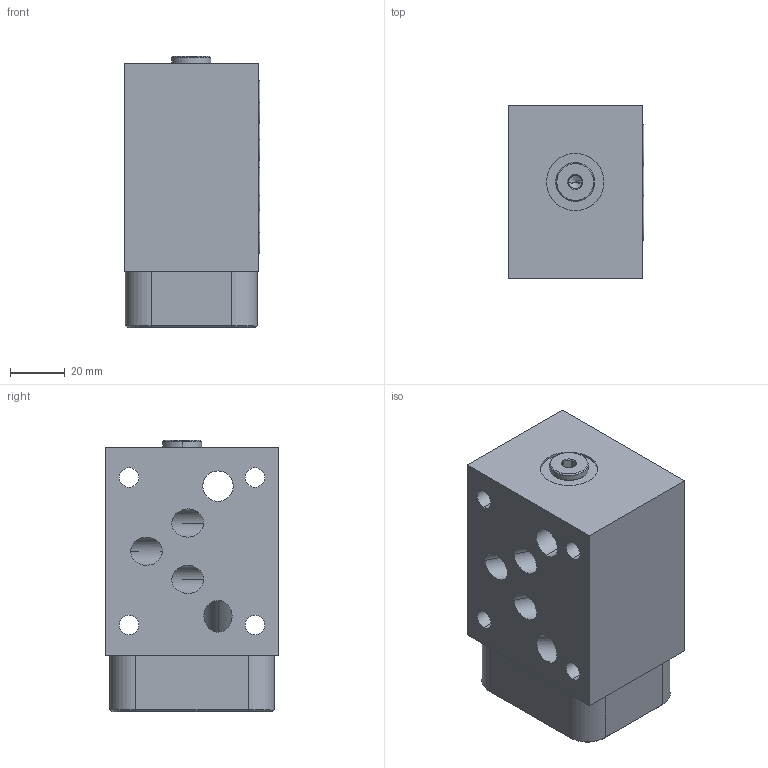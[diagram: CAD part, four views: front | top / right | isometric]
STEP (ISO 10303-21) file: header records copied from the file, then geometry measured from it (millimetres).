
FILE_DESCRIPTION((''),'2;1');
FILE_NAME('W8S_ASM','2019-08-22T',('ProEService'),(''),'PRO/ENGINEER BY PARAMETRIC TECHNOLOGY CORPORATION, 2014200','PRO/ENGINEER BY PARAMETRIC TECHNOLOGY CORPORATION, 2014200','');
FILE_SCHEMA(('CONFIG_CONTROL_DESIGN'));
Length unit declared in the file: inch
Products named in the file (4): 151-201-002; 500-001-014; A330-006-004; W8S_ASM
Assembly tree (7 placements, depth 2):
  W8S_ASM
    151-201-002
    500-001-014  x5
    A330-006-004
Bounding box: 49.76 x 63.5 x 99.34 mm (x, y, z)
Volume: 251844.5 mm3; surface area: 45115.5 mm2
Topology: 7 solids, 7 shells, 168 faces, 652 edges, 618 vertices
Faces by surface type: cylinder 65, plane 38, cone 31, revolution 20, sphere 10, torus 4
Entity records: 7608 total; most frequent: CARTESIAN_POINT 2614, DIRECTION 1028, ORIENTED_EDGE 762, VECTOR 382, LINE 382, EDGE_CURVE 381, AXIS2_PLACEMENT_3D 321, VERTEX_POINT 240
